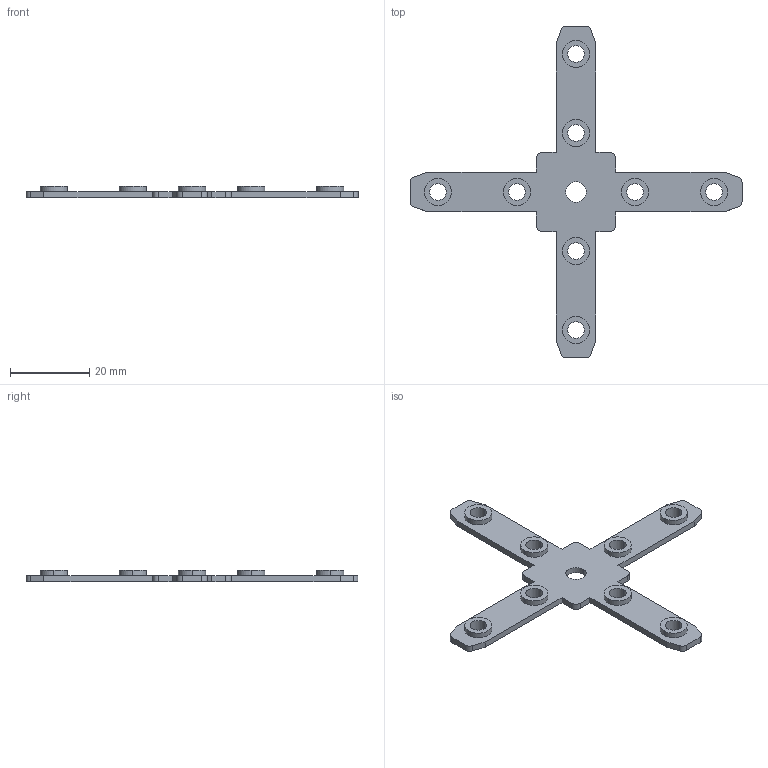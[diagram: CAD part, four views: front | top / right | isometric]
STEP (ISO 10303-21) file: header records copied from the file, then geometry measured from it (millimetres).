
FILE_DESCRIPTION (( 'STEP AP203' ), '1' );
FILE_NAME ('4 Way Tee Nut.STEP', '2016-11-22T01:16:02', ( '' ), ( '' ), 'SwSTEP 2.0', 'SolidWorks 2014', '' );
FILE_SCHEMA (( 'CONFIG_CONTROL_DESIGN' ));
Length unit declared in the file: millimetre
Products named in the file (1): 4 Way Tee Nut
Bounding box: 84 x 83.97 x 3 mm (x, y, z)
Volume: 2690.8 mm3; surface area: 4133.1 mm2
Topology: 1 solids, 1 shells, 84 faces, 222 edges, 148 vertices
Faces by surface type: cylinder 46, plane 38
Entity records: 2751 total; most frequent: DIRECTION 484, CARTESIAN_POINT 455, ORIENTED_EDGE 444, EDGE_CURVE 222, AXIS2_PLACEMENT_3D 177, VERTEX_POINT 148, VECTOR 130, LINE 130
